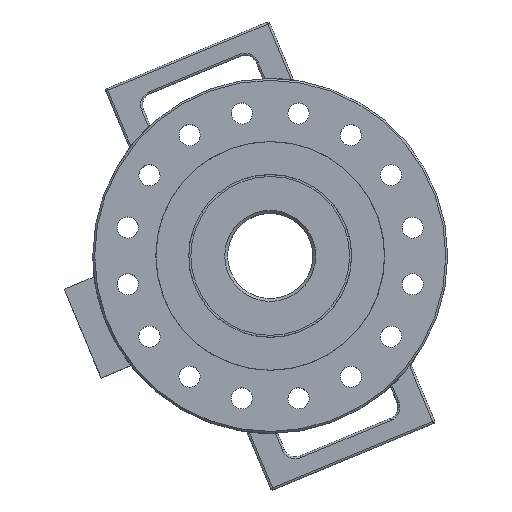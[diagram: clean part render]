
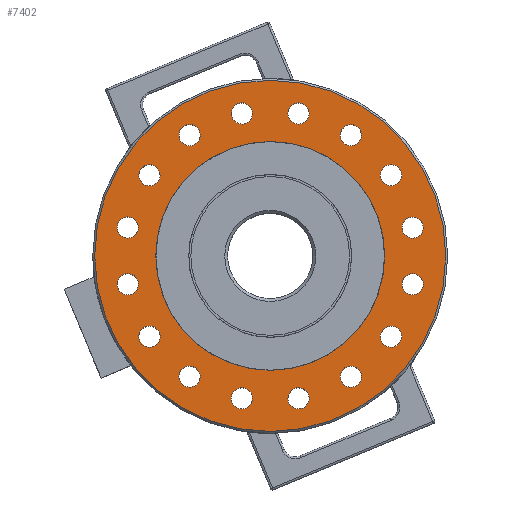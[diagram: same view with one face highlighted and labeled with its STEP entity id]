
A CAD part, top view. The second image highlights one B-rep face of the part: STEP entity #7402.
In plain terms, the highlighted face is planar.
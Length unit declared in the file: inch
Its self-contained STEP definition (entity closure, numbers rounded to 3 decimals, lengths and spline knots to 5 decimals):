
#2648=CARTESIAN_POINT('',(3.5465,1.62,0.));
#2649=VERTEX_POINT('',#2648);
#2650=CARTESIAN_POINT('',(0.,1.62,0.0));
#2651=DIRECTION('',(0.0,1.0,0.0));
#2652=DIRECTION('',(-1.0,0.0,0.0));
#2653=AXIS2_PLACEMENT_3D('',#2650,#2651,#2652);
#2654=CIRCLE('',#2653,3.5465);
#2655=EDGE_CURVE('',#2649,#2649,#2654,.T.);
#2884=CARTESIAN_POINT('',(-4.41353,1.62,-1.20591));
#2885=VERTEX_POINT('',#2884);
#2886=CARTESIAN_POINT('',(-4.41353,1.62,-0.87791));
#2887=DIRECTION('',(0.0,-1.0,0.0));
#2888=DIRECTION('',(0.0,0.0,1.0));
#2889=AXIS2_PLACEMENT_3D('',#2886,#2887,#2888);
#2890=CIRCLE('',#2889,0.328);
#2891=EDGE_CURVE('',#2885,#2885,#2890,.T.);
#2912=CARTESIAN_POINT('',(-3.61609,1.62,-2.8031));
#2913=VERTEX_POINT('',#2912);
#2914=CARTESIAN_POINT('',(-3.74161,1.62,-2.50007));
#2915=DIRECTION('',(0.0,-1.,0.0));
#2916=DIRECTION('',(-0.383,0.0,0.924));
#2917=AXIS2_PLACEMENT_3D('',#2914,#2915,#2916);
#2918=CIRCLE('',#2917,0.328);
#2919=EDGE_CURVE('',#2913,#2913,#2918,.T.);
#2940=CARTESIAN_POINT('',(-2.26814,1.62,-3.97354));
#2941=VERTEX_POINT('',#2940);
#2942=CARTESIAN_POINT('',(-2.50007,1.62,-3.74161));
#2943=DIRECTION('',(0.0,-1.,0.0));
#2944=DIRECTION('',(-0.707,0.0,0.707));
#2945=AXIS2_PLACEMENT_3D('',#2942,#2943,#2944);
#2946=CIRCLE('',#2945,0.328);
#2947=EDGE_CURVE('',#2941,#2941,#2946,.T.);
#2968=CARTESIAN_POINT('',(-0.57487,1.62,-4.53905));
#2969=VERTEX_POINT('',#2968);
#2970=CARTESIAN_POINT('',(-0.87791,1.62,-4.41353));
#2971=DIRECTION('',(0.0,-1.,0.0));
#2972=DIRECTION('',(-0.924,0.0,0.383));
#2973=AXIS2_PLACEMENT_3D('',#2970,#2971,#2972);
#2974=CIRCLE('',#2973,0.328);
#2975=EDGE_CURVE('',#2969,#2969,#2974,.T.);
#2996=CARTESIAN_POINT('',(1.20591,1.62,-4.41353));
#2997=VERTEX_POINT('',#2996);
#2998=CARTESIAN_POINT('',(0.87791,1.62,-4.41353));
#2999=DIRECTION('',(0.0,-1.0,0.0));
#3000=DIRECTION('',(-1.0,0.0,0.0));
#3001=AXIS2_PLACEMENT_3D('',#2998,#2999,#3000);
#3002=CIRCLE('',#3001,0.328);
#3003=EDGE_CURVE('',#2997,#2997,#3002,.T.);
#3024=CARTESIAN_POINT('',(2.8031,1.62,-3.61609));
#3025=VERTEX_POINT('',#3024);
#3026=CARTESIAN_POINT('',(2.50007,1.62,-3.74161));
#3027=DIRECTION('',(0.0,-1.,0.0));
#3028=DIRECTION('',(-0.924,0.0,-0.383));
#3029=AXIS2_PLACEMENT_3D('',#3026,#3027,#3028);
#3030=CIRCLE('',#3029,0.328);
#3031=EDGE_CURVE('',#3025,#3025,#3030,.T.);
#3052=CARTESIAN_POINT('',(3.97354,1.62,-2.26814));
#3053=VERTEX_POINT('',#3052);
#3054=CARTESIAN_POINT('',(3.74161,1.62,-2.50007));
#3055=DIRECTION('',(0.0,-1.,0.0));
#3056=DIRECTION('',(-0.707,0.0,-0.707));
#3057=AXIS2_PLACEMENT_3D('',#3054,#3055,#3056);
#3058=CIRCLE('',#3057,0.328);
#3059=EDGE_CURVE('',#3053,#3053,#3058,.T.);
#3080=CARTESIAN_POINT('',(4.53905,1.62,-0.57487));
#3081=VERTEX_POINT('',#3080);
#3082=CARTESIAN_POINT('',(4.41353,1.62,-0.87791));
#3083=DIRECTION('',(0.0,-1.,0.0));
#3084=DIRECTION('',(-0.383,0.0,-0.924));
#3085=AXIS2_PLACEMENT_3D('',#3082,#3083,#3084);
#3086=CIRCLE('',#3085,0.328);
#3087=EDGE_CURVE('',#3081,#3081,#3086,.T.);
#3108=CARTESIAN_POINT('',(4.41353,1.62,1.20591));
#3109=VERTEX_POINT('',#3108);
#3110=CARTESIAN_POINT('',(4.41353,1.62,0.87791));
#3111=DIRECTION('',(0.0,-1.0,0.0));
#3112=DIRECTION('',(0.0,0.0,-1.0));
#3113=AXIS2_PLACEMENT_3D('',#3110,#3111,#3112);
#3114=CIRCLE('',#3113,0.328);
#3115=EDGE_CURVE('',#3109,#3109,#3114,.T.);
#3136=CARTESIAN_POINT('',(3.61609,1.62,2.8031));
#3137=VERTEX_POINT('',#3136);
#3138=CARTESIAN_POINT('',(3.74161,1.62,2.50007));
#3139=DIRECTION('',(0.0,-1.,0.0));
#3140=DIRECTION('',(0.383,0.0,-0.924));
#3141=AXIS2_PLACEMENT_3D('',#3138,#3139,#3140);
#3142=CIRCLE('',#3141,0.328);
#3143=EDGE_CURVE('',#3137,#3137,#3142,.T.);
#3164=CARTESIAN_POINT('',(2.26814,1.62,3.97354));
#3165=VERTEX_POINT('',#3164);
#3166=CARTESIAN_POINT('',(2.50007,1.62,3.74161));
#3167=DIRECTION('',(0.0,-1.,0.0));
#3168=DIRECTION('',(0.707,0.0,-0.707));
#3169=AXIS2_PLACEMENT_3D('',#3166,#3167,#3168);
#3170=CIRCLE('',#3169,0.328);
#3171=EDGE_CURVE('',#3165,#3165,#3170,.T.);
#3192=CARTESIAN_POINT('',(0.57487,1.62,4.53905));
#3193=VERTEX_POINT('',#3192);
#3194=CARTESIAN_POINT('',(0.87791,1.62,4.41353));
#3195=DIRECTION('',(0.0,-1.,0.0));
#3196=DIRECTION('',(0.924,0.0,-0.383));
#3197=AXIS2_PLACEMENT_3D('',#3194,#3195,#3196);
#3198=CIRCLE('',#3197,0.328);
#3199=EDGE_CURVE('',#3193,#3193,#3198,.T.);
#3220=CARTESIAN_POINT('',(-1.20591,1.62,4.41353));
#3221=VERTEX_POINT('',#3220);
#3222=CARTESIAN_POINT('',(-0.87791,1.62,4.41353));
#3223=DIRECTION('',(0.0,-1.0,0.0));
#3224=DIRECTION('',(1.0,0.0,0.0));
#3225=AXIS2_PLACEMENT_3D('',#3222,#3223,#3224);
#3226=CIRCLE('',#3225,0.328);
#3227=EDGE_CURVE('',#3221,#3221,#3226,.T.);
#3248=CARTESIAN_POINT('',(-2.8031,1.62,3.61609));
#3249=VERTEX_POINT('',#3248);
#3250=CARTESIAN_POINT('',(-2.50007,1.62,3.74161));
#3251=DIRECTION('',(0.0,-1.,0.0));
#3252=DIRECTION('',(0.924,0.0,0.383));
#3253=AXIS2_PLACEMENT_3D('',#3250,#3251,#3252);
#3254=CIRCLE('',#3253,0.328);
#3255=EDGE_CURVE('',#3249,#3249,#3254,.T.);
#3276=CARTESIAN_POINT('',(-3.97354,1.62,2.26814));
#3277=VERTEX_POINT('',#3276);
#3278=CARTESIAN_POINT('',(-3.74161,1.62,2.50007));
#3279=DIRECTION('',(0.0,-1.,0.0));
#3280=DIRECTION('',(0.707,0.0,0.707));
#3281=AXIS2_PLACEMENT_3D('',#3278,#3279,#3280);
#3282=CIRCLE('',#3281,0.328);
#3283=EDGE_CURVE('',#3277,#3277,#3282,.T.);
#3304=CARTESIAN_POINT('',(-4.53905,1.62,0.57487));
#3305=VERTEX_POINT('',#3304);
#3306=CARTESIAN_POINT('',(-4.41353,1.62,0.87791));
#3307=DIRECTION('',(0.0,-1.,0.0));
#3308=DIRECTION('',(0.383,0.0,0.924));
#3309=AXIS2_PLACEMENT_3D('',#3306,#3307,#3308);
#3310=CIRCLE('',#3309,0.328);
#3311=EDGE_CURVE('',#3305,#3305,#3310,.T.);
#3590=CARTESIAN_POINT('',(-5.44,1.62,0.));
#3591=VERTEX_POINT('',#3590);
#3592=CARTESIAN_POINT('',(0.,1.62,0.0));
#3593=DIRECTION('',(0.0,-1.0,0.0));
#3594=DIRECTION('',(1.0,0.0,0.0));
#3595=AXIS2_PLACEMENT_3D('',#3592,#3593,#3594);
#3596=CIRCLE('',#3595,5.44);
#3597=EDGE_CURVE('',#3591,#3591,#3596,.T.);
#7343=CARTESIAN_POINT('',(-4.52325,1.62,0.0));
#7344=DIRECTION('',(0.0,1.0,0.0));
#7345=DIRECTION('',(0.0,0.0,1.0));
#7346=AXIS2_PLACEMENT_3D('',#7343,#7344,#7345);
#7347=PLANE('',#7346);
#7348=ORIENTED_EDGE('',*,*,#3597,.F.);
#7349=EDGE_LOOP('',(#7348));
#7350=FACE_OUTER_BOUND('',#7349,.T.);
#7351=ORIENTED_EDGE('',*,*,#2655,.F.);
#7352=EDGE_LOOP('',(#7351));
#7353=FACE_BOUND('',#7352,.T.);
#7354=ORIENTED_EDGE('',*,*,#2891,.T.);
#7355=EDGE_LOOP('',(#7354));
#7356=FACE_BOUND('',#7355,.T.);
#7357=ORIENTED_EDGE('',*,*,#2919,.T.);
#7358=EDGE_LOOP('',(#7357));
#7359=FACE_BOUND('',#7358,.T.);
#7360=ORIENTED_EDGE('',*,*,#2947,.T.);
#7361=EDGE_LOOP('',(#7360));
#7362=FACE_BOUND('',#7361,.T.);
#7363=ORIENTED_EDGE('',*,*,#2975,.T.);
#7364=EDGE_LOOP('',(#7363));
#7365=FACE_BOUND('',#7364,.T.);
#7366=ORIENTED_EDGE('',*,*,#3003,.T.);
#7367=EDGE_LOOP('',(#7366));
#7368=FACE_BOUND('',#7367,.T.);
#7369=ORIENTED_EDGE('',*,*,#3031,.T.);
#7370=EDGE_LOOP('',(#7369));
#7371=FACE_BOUND('',#7370,.T.);
#7372=ORIENTED_EDGE('',*,*,#3059,.T.);
#7373=EDGE_LOOP('',(#7372));
#7374=FACE_BOUND('',#7373,.T.);
#7375=ORIENTED_EDGE('',*,*,#3087,.T.);
#7376=EDGE_LOOP('',(#7375));
#7377=FACE_BOUND('',#7376,.T.);
#7378=ORIENTED_EDGE('',*,*,#3115,.T.);
#7379=EDGE_LOOP('',(#7378));
#7380=FACE_BOUND('',#7379,.T.);
#7381=ORIENTED_EDGE('',*,*,#3143,.T.);
#7382=EDGE_LOOP('',(#7381));
#7383=FACE_BOUND('',#7382,.T.);
#7384=ORIENTED_EDGE('',*,*,#3171,.T.);
#7385=EDGE_LOOP('',(#7384));
#7386=FACE_BOUND('',#7385,.T.);
#7387=ORIENTED_EDGE('',*,*,#3199,.T.);
#7388=EDGE_LOOP('',(#7387));
#7389=FACE_BOUND('',#7388,.T.);
#7390=ORIENTED_EDGE('',*,*,#3227,.T.);
#7391=EDGE_LOOP('',(#7390));
#7392=FACE_BOUND('',#7391,.T.);
#7393=ORIENTED_EDGE('',*,*,#3255,.T.);
#7394=EDGE_LOOP('',(#7393));
#7395=FACE_BOUND('',#7394,.T.);
#7396=ORIENTED_EDGE('',*,*,#3283,.T.);
#7397=EDGE_LOOP('',(#7396));
#7398=FACE_BOUND('',#7397,.T.);
#7399=ORIENTED_EDGE('',*,*,#3311,.T.);
#7400=EDGE_LOOP('',(#7399));
#7401=FACE_BOUND('',#7400,.T.);
#7402=ADVANCED_FACE('',(#7350,#7353,#7356,#7359,#7362,#7365,#7368,#7371,#7374,#7377,#7380,#7383,#7386,#7389,#7392,#7395,#7398,#7401),#7347,.T.);
